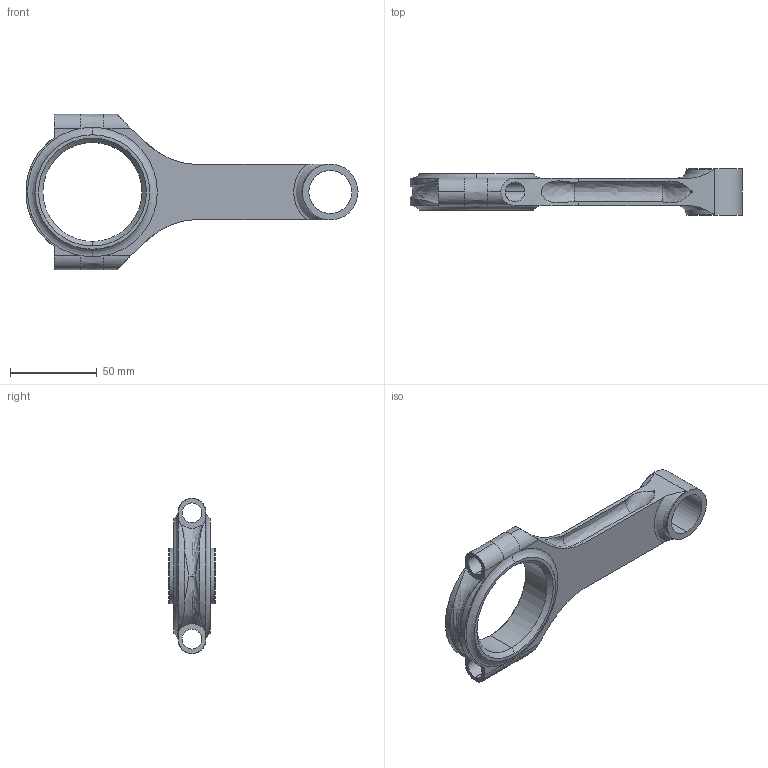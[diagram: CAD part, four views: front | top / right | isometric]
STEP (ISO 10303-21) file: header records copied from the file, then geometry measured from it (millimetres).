
FILE_DESCRIPTION(('STEP AP214'),'1');
FILE_NAME('Connecting rod.stp','2023-04-26T14:23:50',(' '),(' '),'Spatial InterOp 3D',' ',' ');
FILE_SCHEMA(('AUTOMOTIVE_DESIGN { 1 0 10303 214 1 1 1 1 }'));
Length unit declared in the file: metre
Products named in the file (1): Solid1
Bounding box: 191.48 x 26.92 x 89.53 mm (x, y, z)
Volume: 81749.2 mm3; surface area: 31086.5 mm2
Topology: 1 solids, 1 shells, 61 faces, 161 edges, 102 vertices
Faces by surface type: cylinder 25, plane 12, torus 8, bspline 8, cone 4, extrusion 4
Entity records: 4026 total; most frequent: CARTESIAN_POINT 2077, ORIENTED_EDGE 322, DIRECTION 272, EDGE_CURVE 161, AXIS2_PLACEMENT_3D 108, VERTEX_POINT 102, EDGE_LOOP 69, STYLED_ITEM 62
